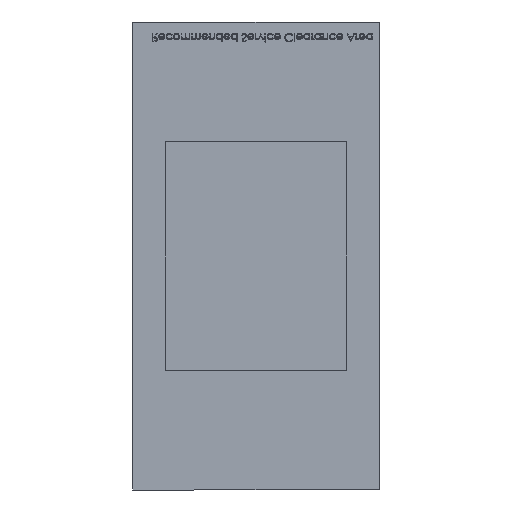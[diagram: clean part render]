
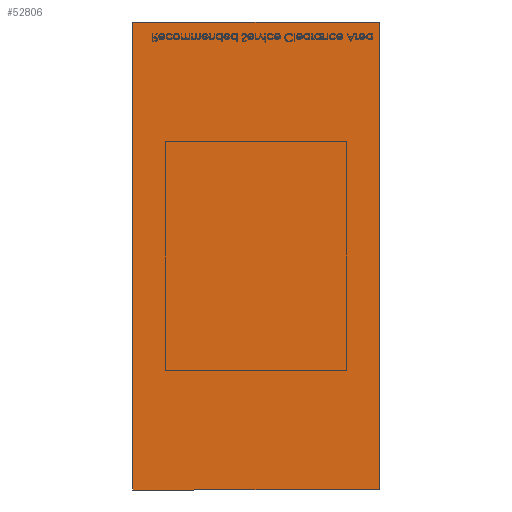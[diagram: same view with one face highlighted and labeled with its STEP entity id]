
A CAD part, front view. The second image highlights one B-rep face of the part: STEP entity #52806.
In plain terms, the highlighted planar face has unit normal (0, -1, 0).
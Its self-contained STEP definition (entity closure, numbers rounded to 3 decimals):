
#606 = VERTEX_POINT ( 'NONE', #6500 ) ;
#2302 = ORIENTED_EDGE ( 'NONE', *, *, #2931, .T. ) ;
#2322 = VECTOR ( 'NONE', #6517, 39.37 ) ;
#2608 = CARTESIAN_POINT ( 'NONE',  ( -22.65, -5.25, -43. ) ) ;
#2839 = DIRECTION ( 'NONE',  ( 0., 0., -1. ) ) ;
#2931 = EDGE_CURVE ( 'NONE', #46389, #38391, #43886, .T. ) ;
#3134 = DIRECTION ( 'NONE',  ( 0., 0., 1. ) ) ;
#3614 = ORIENTED_EDGE ( 'NONE', *, *, #3637, .T. ) ;
#3637 = EDGE_CURVE ( 'NONE', #38391, #29668, #9402, .T. ) ;
#4746 = FACE_OUTER_BOUND ( 'NONE', #28710, .T. ) ;
#6500 = CARTESIAN_POINT ( 'NONE',  ( -22.65, -5.25, 43. ) ) ;
#6517 = DIRECTION ( 'NONE',  ( 1., 0., 0. ) ) ;
#7176 = AXIS2_PLACEMENT_3D ( 'NONE', #31488, #23486, #2839 ) ;
#9402 = LINE ( 'NONE', #40667, #36051 ) ;
#13147 = ORIENTED_EDGE ( 'NONE', *, *, #50246, .T. ) ;
#19567 = CARTESIAN_POINT ( 'NONE',  ( 22.65, -5.25, -43. ) ) ;
#23486 = DIRECTION ( 'NONE',  ( 0., -1., 0. ) ) ;
#28710 = EDGE_LOOP ( 'NONE', ( #32858, #2302, #3614, #13147 ) ) ;
#29145 = EDGE_CURVE ( 'NONE', #606, #46389, #47611, .T. ) ;
#29668 = VERTEX_POINT ( 'NONE', #37675 ) ;
#31488 = CARTESIAN_POINT ( 'NONE',  ( 0., -5.25, 0. ) ) ;
#31596 = CARTESIAN_POINT ( 'NONE',  ( 22.65, -5.25, -43. ) ) ;
#32840 = VECTOR ( 'NONE', #39840, 39.37 ) ;
#32858 = ORIENTED_EDGE ( 'NONE', *, *, #29145, .T. ) ;
#36051 = VECTOR ( 'NONE', #3134, 39.37 ) ;
#36376 = PLANE ( 'NONE',  #7176 ) ;
#37675 = CARTESIAN_POINT ( 'NONE',  ( 22.65, -5.25, 43. ) ) ;
#38391 = VERTEX_POINT ( 'NONE', #31596 ) ;
#39840 = DIRECTION ( 'NONE',  ( -1., 0., 0. ) ) ;
#40667 = CARTESIAN_POINT ( 'NONE',  ( 22.65, -5.25, -43. ) ) ;
#43886 = LINE ( 'NONE', #19567, #2322 ) ;
#43909 = LINE ( 'NONE', #52361, #32840 ) ;
#44181 = CARTESIAN_POINT ( 'NONE',  ( -22.65, -5.25, -43. ) ) ;
#44393 = VECTOR ( 'NONE', #48699, 39.37 ) ;
#46389 = VERTEX_POINT ( 'NONE', #2608 ) ;
#47611 = LINE ( 'NONE', #44181, #44393 ) ;
#48699 = DIRECTION ( 'NONE',  ( 0., 0., -1. ) ) ;
#50246 = EDGE_CURVE ( 'NONE', #29668, #606, #43909, .T. ) ;
#52361 = CARTESIAN_POINT ( 'NONE',  ( 22.65, -5.25, 43. ) ) ;
#52806 = ADVANCED_FACE ( 'NONE', ( #4746 ), #36376, .T. ) ;
